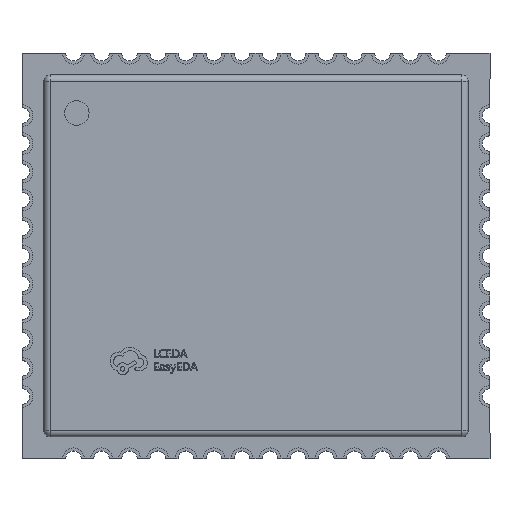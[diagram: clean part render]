
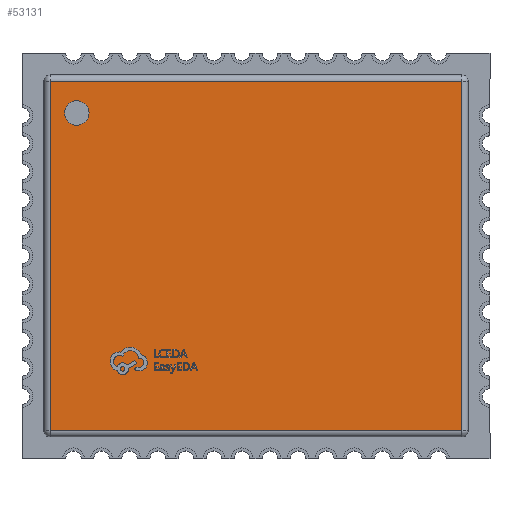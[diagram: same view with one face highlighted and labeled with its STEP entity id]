
A CAD part, top view. The second image highlights one B-rep face of the part: STEP entity #53131.
In plain terms, the highlighted planar face has unit normal (0, 0, 1).
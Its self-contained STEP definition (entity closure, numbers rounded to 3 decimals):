
#1314 = EDGE_CURVE ( 'NONE', #24791, #3579, #39927, .T. ) ;
#2426 = AXIS2_PLACEMENT_3D ( 'NONE', #49116, #7701, #28659 ) ;
#3579 = VERTEX_POINT ( 'NONE', #4688 ) ;
#3932 = CARTESIAN_POINT ( 'NONE',  ( -5.351, 4.582, 1. ) ) ;
#4243 = AXIS2_PLACEMENT_3D ( 'NONE', #5322, #42363, #17712 ) ;
#4370 = ORIENTED_EDGE ( 'NONE', *, *, #20425, .F. ) ;
#4688 = CARTESIAN_POINT ( 'NONE',  ( -6.6, -5.6, 1. ) ) ;
#5214 = VECTOR ( 'NONE', #45621, 1000. ) ;
#5322 = CARTESIAN_POINT ( 'NONE',  ( -5.743, 4.582, 1. ) ) ;
#7701 = DIRECTION ( 'NONE',  ( 0., 0., 1. ) ) ;
#9100 = FACE_OUTER_BOUND ( 'NONE', #15816, .T. ) ;
#10391 = CARTESIAN_POINT ( 'NONE',  ( 6.6, -5.6, 1. ) ) ;
#12220 = CARTESIAN_POINT ( 'NONE',  ( -6.136, 4.582, 1. ) ) ;
#12602 = VECTOR ( 'NONE', #17479, 1000. ) ;
#12651 = DIRECTION ( 'NONE',  ( -1., 0., 0. ) ) ;
#13729 = CARTESIAN_POINT ( 'NONE',  ( 0., 0., 1. ) ) ;
#14732 = AXIS2_PLACEMENT_3D ( 'NONE', #13729, #30621, #12651 ) ;
#14736 = CARTESIAN_POINT ( 'NONE',  ( -6.6, 0., 1. ) ) ;
#15816 = EDGE_LOOP ( 'NONE', ( #20724, #19956, #38002, #36340 ) ) ;
#17113 = CARTESIAN_POINT ( 'NONE',  ( -6.6, 5.6, 1. ) ) ;
#17479 = DIRECTION ( 'NONE',  ( 0., 1., 0. ) ) ;
#17622 = FACE_BOUND ( 'NONE', #29205, .T. ) ;
#17712 = DIRECTION ( 'NONE',  ( 1., 0., 0. ) ) ;
#17884 = PLANE ( 'NONE',  #14732 ) ;
#19956 = ORIENTED_EDGE ( 'NONE', *, *, #28898, .T. ) ;
#20425 = EDGE_CURVE ( 'NONE', #48731, #28550, #50093, .T. ) ;
#20724 = ORIENTED_EDGE ( 'NONE', *, *, #1314, .T. ) ;
#20817 = CARTESIAN_POINT ( 'NONE',  ( 6.6, 0., 1. ) ) ;
#23582 = VECTOR ( 'NONE', #31647, 1000. ) ;
#24721 = ORIENTED_EDGE ( 'NONE', *, *, #33353, .F. ) ;
#24791 = VERTEX_POINT ( 'NONE', #17113 ) ;
#26256 = CIRCLE ( 'NONE', #2426, 0.392 ) ;
#28432 = CARTESIAN_POINT ( 'NONE',  ( 0., -5.6, 1. ) ) ;
#28550 = VERTEX_POINT ( 'NONE', #3932 ) ;
#28659 = DIRECTION ( 'NONE',  ( 1., 0., 0. ) ) ;
#28703 = CARTESIAN_POINT ( 'NONE',  ( 0., 5.6, 1. ) ) ;
#28898 = EDGE_CURVE ( 'NONE', #3579, #41664, #49709, .T. ) ;
#29205 = EDGE_LOOP ( 'NONE', ( #24721, #4370 ) ) ;
#30621 = DIRECTION ( 'NONE',  ( 0., 0., -1. ) ) ;
#31647 = DIRECTION ( 'NONE',  ( 0., -1., 0. ) ) ;
#33353 = EDGE_CURVE ( 'NONE', #28550, #48731, #26256, .T. ) ;
#36340 = ORIENTED_EDGE ( 'NONE', *, *, #53796, .T. ) ;
#36744 = VECTOR ( 'NONE', #45360, 1000. ) ;
#38002 = ORIENTED_EDGE ( 'NONE', *, *, #38484, .T. ) ;
#38484 = EDGE_CURVE ( 'NONE', #41664, #50633, #42679, .T. ) ;
#39243 = CARTESIAN_POINT ( 'NONE',  ( 6.6, 5.6, 1. ) ) ;
#39927 = LINE ( 'NONE', #14736, #23582 ) ;
#41664 = VERTEX_POINT ( 'NONE', #10391 ) ;
#42363 = DIRECTION ( 'NONE',  ( 0., 0., 1. ) ) ;
#42679 = LINE ( 'NONE', #20817, #12602 ) ;
#45360 = DIRECTION ( 'NONE',  ( 1., 0., 0. ) ) ;
#45621 = DIRECTION ( 'NONE',  ( -1., 0., 0. ) ) ;
#45915 = LINE ( 'NONE', #28703, #5214 ) ;
#48731 = VERTEX_POINT ( 'NONE', #12220 ) ;
#49116 = CARTESIAN_POINT ( 'NONE',  ( -5.743, 4.582, 1. ) ) ;
#49709 = LINE ( 'NONE', #28432, #36744 ) ;
#50093 = CIRCLE ( 'NONE', #4243, 0.392 ) ;
#50633 = VERTEX_POINT ( 'NONE', #39243 ) ;
#53131 = ADVANCED_FACE ( 'NONE', ( #17622, #9100 ), #17884, .F. ) ;
#53796 = EDGE_CURVE ( 'NONE', #50633, #24791, #45915, .T. ) ;
